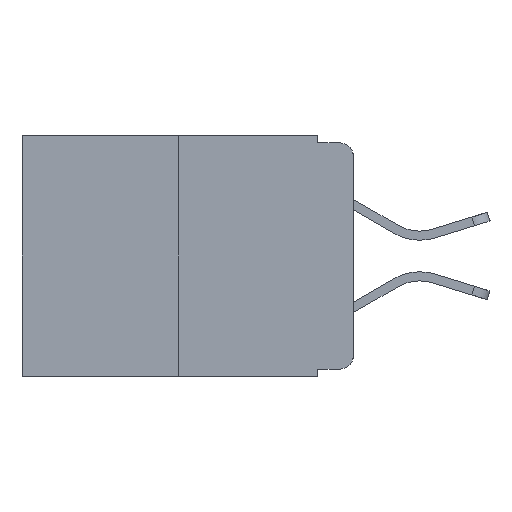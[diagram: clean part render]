
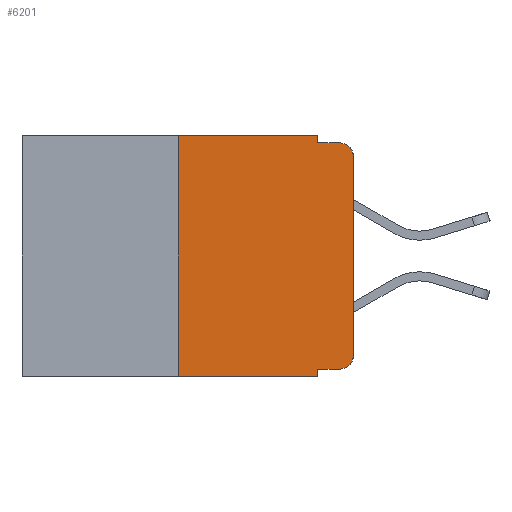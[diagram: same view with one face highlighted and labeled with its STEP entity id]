
A CAD part, left-side view. The second image highlights one B-rep face of the part: STEP entity #6201.
In plain terms, the highlighted planar face has unit normal (-1, 0, 0).
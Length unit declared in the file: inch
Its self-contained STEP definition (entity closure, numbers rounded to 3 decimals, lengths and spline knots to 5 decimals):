
#105 = CARTESIAN_POINT ( 'NONE',  ( 0., 0.051, -0.01 ) ) ;
#110 = VERTEX_POINT ( 'NONE', #6102 ) ;
#241 = EDGE_CURVE ( 'NONE', #697, #15934, #3479, .T. ) ;
#280 = EDGE_CURVE ( 'NONE', #11042, #13314, #5717, .T. ) ;
#557 = CARTESIAN_POINT ( 'NONE',  ( 0., 0.473, 0. ) ) ;
#697 = VERTEX_POINT ( 'NONE', #7250 ) ;
#1039 = VECTOR ( 'NONE', #11626, 39.37008 ) ;
#1084 = VECTOR ( 'NONE', #13101, 39.37008 ) ;
#1821 = CARTESIAN_POINT ( 'NONE',  ( 0., 0.051, 0. ) ) ;
#2362 = EDGE_CURVE ( 'NONE', #110, #11042, #4716, .T. ) ;
#2374 = CARTESIAN_POINT ( 'NONE',  ( 0., 0.051, 0. ) ) ;
#2493 = VERTEX_POINT ( 'NONE', #5986 ) ;
#2503 = LINE ( 'NONE', #14632, #15145 ) ;
#2539 = CARTESIAN_POINT ( 'NONE',  ( 0., 0.02, -0.03 ) ) ;
#2714 = EDGE_LOOP ( 'NONE', ( #5027, #9348, #12614, #4419, #5674, #9544, #13193, #13557, #13919, #15045 ) ) ;
#2875 = CARTESIAN_POINT ( 'NONE',  ( 0., 0.051, -0.343 ) ) ;
#2935 = DIRECTION ( 'NONE',  ( 0., 0., -1. ) ) ;
#3288 = EDGE_CURVE ( 'NONE', #3612, #5871, #7639, .T. ) ;
#3479 = CIRCLE ( 'NONE', #7934, 0.02 ) ;
#3612 = VERTEX_POINT ( 'NONE', #16698 ) ;
#3864 = DIRECTION ( 'NONE',  ( 0., 0., -1. ) ) ;
#4122 = VECTOR ( 'NONE', #15039, 39.37008 ) ;
#4419 = ORIENTED_EDGE ( 'NONE', *, *, #5909, .F. ) ;
#4586 = DIRECTION ( 'NONE',  ( 0., -1., 0. ) ) ;
#4716 = LINE ( 'NONE', #8729, #1084 ) ;
#5003 = EDGE_CURVE ( 'NONE', #5835, #2493, #5701, .T. ) ;
#5027 = ORIENTED_EDGE ( 'NONE', *, *, #8547, .T. ) ;
#5674 = ORIENTED_EDGE ( 'NONE', *, *, #280, .F. ) ;
#5701 = LINE ( 'NONE', #105, #9956 ) ;
#5717 = LINE ( 'NONE', #13699, #15265 ) ;
#5835 = VERTEX_POINT ( 'NONE', #16572 ) ;
#5871 = VERTEX_POINT ( 'NONE', #2875 ) ;
#5909 = EDGE_CURVE ( 'NONE', #13314, #5835, #8736, .T. ) ;
#5986 = CARTESIAN_POINT ( 'NONE',  ( 0., 0.02, -0.01 ) ) ;
#6102 = CARTESIAN_POINT ( 'NONE',  ( 0., 0.25, -0.343 ) ) ;
#6201 = ADVANCED_FACE ( 'NONE', ( #15784 ), #8706, .F. ) ;
#7250 = CARTESIAN_POINT ( 'NONE',  ( 0., 0.02, -0.333 ) ) ;
#7639 = LINE ( 'NONE', #2374, #4122 ) ;
#7684 = CARTESIAN_POINT ( 'NONE',  ( 0., 0.473, -0.343 ) ) ;
#7934 = AXIS2_PLACEMENT_3D ( 'NONE', #16021, #15678, #15661 ) ;
#8203 = LINE ( 'NONE', #12842, #1039 ) ;
#8385 = DIRECTION ( 'NONE',  ( 0., -1., 0. ) ) ;
#8547 = EDGE_CURVE ( 'NONE', #15934, #14258, #8203, .T. ) ;
#8706 = PLANE ( 'NONE',  #15782 ) ;
#8729 = CARTESIAN_POINT ( 'NONE',  ( 0., 0.25, 0. ) ) ;
#8736 = LINE ( 'NONE', #11918, #12037 ) ;
#8761 = DIRECTION ( 'NONE',  ( 0., 0., -1. ) ) ;
#8789 = LINE ( 'NONE', #7684, #15656 ) ;
#9020 = AXIS2_PLACEMENT_3D ( 'NONE', #2539, #11555, #3864 ) ;
#9348 = ORIENTED_EDGE ( 'NONE', *, *, #10248, .T. ) ;
#9544 = ORIENTED_EDGE ( 'NONE', *, *, #2362, .F. ) ;
#9956 = VECTOR ( 'NONE', #8385, 39.37008 ) ;
#10248 = EDGE_CURVE ( 'NONE', #14258, #2493, #15023, .T. ) ;
#11042 = VERTEX_POINT ( 'NONE', #15252 ) ;
#11555 = DIRECTION ( 'NONE',  ( -1., 0., 0. ) ) ;
#11619 = CARTESIAN_POINT ( 'NONE',  ( 0., 0., -0.313 ) ) ;
#11626 = DIRECTION ( 'NONE',  ( 0., 0., 1. ) ) ;
#11918 = CARTESIAN_POINT ( 'NONE',  ( 0., 0.051, 0. ) ) ;
#12037 = VECTOR ( 'NONE', #2935, 39.37008 ) ;
#12323 = CARTESIAN_POINT ( 'NONE',  ( 0., 0., -0.03 ) ) ;
#12614 = ORIENTED_EDGE ( 'NONE', *, *, #5003, .F. ) ;
#12630 = DIRECTION ( 'NONE',  ( 0., -1., 0. ) ) ;
#12842 = CARTESIAN_POINT ( 'NONE',  ( 0., 0., 0. ) ) ;
#13101 = DIRECTION ( 'NONE',  ( 0., 0., 1. ) ) ;
#13193 = ORIENTED_EDGE ( 'NONE', *, *, #14478, .T. ) ;
#13314 = VERTEX_POINT ( 'NONE', #1821 ) ;
#13557 = ORIENTED_EDGE ( 'NONE', *, *, #3288, .F. ) ;
#13699 = CARTESIAN_POINT ( 'NONE',  ( 0., 0.473, 0. ) ) ;
#13771 = DIRECTION ( 'NONE',  ( 0., -1., 0. ) ) ;
#13919 = ORIENTED_EDGE ( 'NONE', *, *, #16181, .T. ) ;
#14258 = VERTEX_POINT ( 'NONE', #12323 ) ;
#14478 = EDGE_CURVE ( 'NONE', #110, #5871, #8789, .T. ) ;
#14632 = CARTESIAN_POINT ( 'NONE',  ( 0., 0.051, -0.333 ) ) ;
#15023 = CIRCLE ( 'NONE', #9020, 0.02 ) ;
#15039 = DIRECTION ( 'NONE',  ( 0., 0., -1. ) ) ;
#15045 = ORIENTED_EDGE ( 'NONE', *, *, #241, .T. ) ;
#15145 = VECTOR ( 'NONE', #4586, 39.37008 ) ;
#15252 = CARTESIAN_POINT ( 'NONE',  ( 0., 0.25, 0. ) ) ;
#15265 = VECTOR ( 'NONE', #13771, 39.37008 ) ;
#15656 = VECTOR ( 'NONE', #12630, 39.37008 ) ;
#15661 = DIRECTION ( 'NONE',  ( 0., 0., -1. ) ) ;
#15678 = DIRECTION ( 'NONE',  ( -1., 0., 0. ) ) ;
#15782 = AXIS2_PLACEMENT_3D ( 'NONE', #557, #16040, #8761 ) ;
#15784 = FACE_OUTER_BOUND ( 'NONE', #2714, .T. ) ;
#15934 = VERTEX_POINT ( 'NONE', #11619 ) ;
#16021 = CARTESIAN_POINT ( 'NONE',  ( 0., 0.02, -0.313 ) ) ;
#16040 = DIRECTION ( 'NONE',  ( 1., 0., 0. ) ) ;
#16181 = EDGE_CURVE ( 'NONE', #3612, #697, #2503, .T. ) ;
#16572 = CARTESIAN_POINT ( 'NONE',  ( 0., 0.051, -0.01 ) ) ;
#16698 = CARTESIAN_POINT ( 'NONE',  ( 0., 0.051, -0.333 ) ) ;
